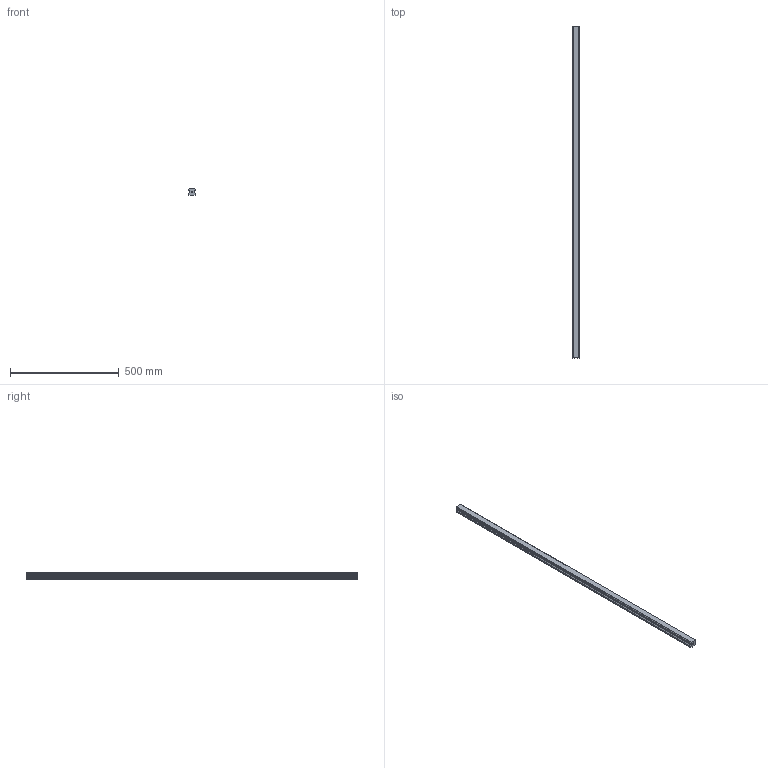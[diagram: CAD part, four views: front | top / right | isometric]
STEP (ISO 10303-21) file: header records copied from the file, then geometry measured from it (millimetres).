
FILE_DESCRIPTION(('STEP AP214'),'1');
FILE_NAME('cctmp_8C568935-8F89-48A9-BCC2-62BF2927C058_2021_01_28_11_27_05_0469..stp','2021-01-28T10:27:05',('HIWIN GmbH'),('CADClick - www.CADClick.com'),'Spatial InterOp 3D',' ','unknown authorization');
FILE_SCHEMA(('AUTOMOTIVE_DESIGN'));
Length unit declared in the file: millimetre
Products named in the file (1): HGR35T1530C_FILE
Bounding box: 34 x 1530 x 29 mm (x, y, z)
Volume: 1290589.9 mm3; surface area: 208030.1 mm2
Topology: 1 solids, 1 shells, 191 faces, 517 edges, 313 vertices
Faces by surface type: plane 93, cylinder 60, cone 38
Entity records: 7233 total; most frequent: CARTESIAN_POINT 984, DIRECTION 983, ORIENTED_EDGE 958, EDGE_CURVE 479, LINE 359, VECTOR 359, VERTEX_POINT 313, AXIS2_PLACEMENT_3D 312
